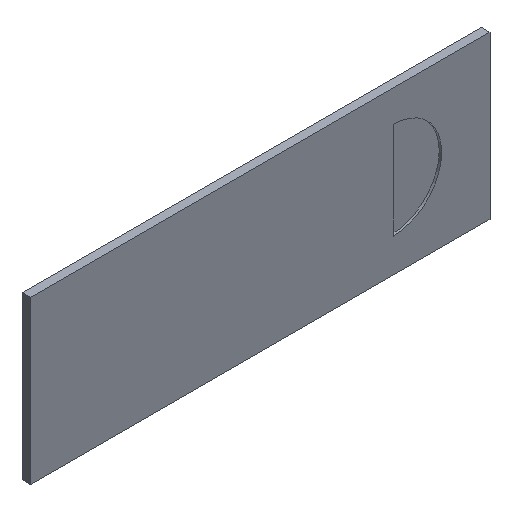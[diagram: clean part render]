
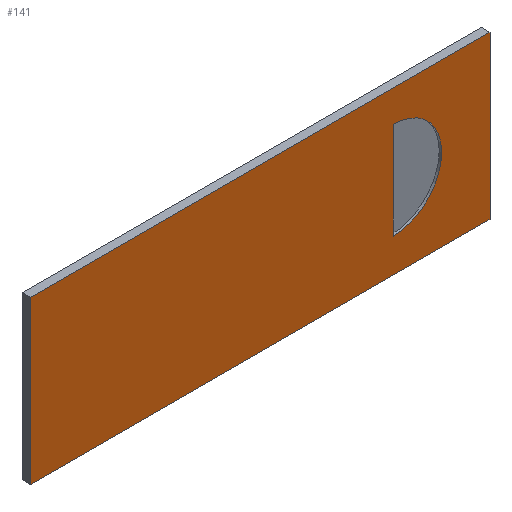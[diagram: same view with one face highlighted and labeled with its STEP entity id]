
A CAD part, isometric view. The second image highlights one B-rep face of the part: STEP entity #141.
In plain terms, the highlighted planar face has unit normal (0, -1, 0).
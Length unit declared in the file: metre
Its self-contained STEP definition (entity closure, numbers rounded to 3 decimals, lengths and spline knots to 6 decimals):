
#13=CIRCLE('',#164,0.01);
#15=ORIENTED_EDGE('',*,*,#51,.F.);
#16=ORIENTED_EDGE('',*,*,#52,.T.);
#17=ORIENTED_EDGE('',*,*,#53,.T.);
#18=ORIENTED_EDGE('',*,*,#54,.F.);
#19=ORIENTED_EDGE('',*,*,#55,.T.);
#20=ORIENTED_EDGE('',*,*,#56,.F.);
#51=EDGE_CURVE('',#69,#70,#81,.T.);
#52=EDGE_CURVE('',#69,#71,#82,.T.);
#53=EDGE_CURVE('',#71,#72,#83,.T.);
#54=EDGE_CURVE('',#70,#72,#84,.T.);
#55=EDGE_CURVE('',#73,#74,#85,.T.);
#56=EDGE_CURVE('',#73,#74,#13,.T.);
#69=VERTEX_POINT('',#217);
#70=VERTEX_POINT('',#218);
#71=VERTEX_POINT('',#220);
#72=VERTEX_POINT('',#222);
#73=VERTEX_POINT('',#225);
#74=VERTEX_POINT('',#226);
#81=LINE('',#216,#97);
#82=LINE('',#219,#98);
#83=LINE('',#221,#99);
#84=LINE('',#223,#100);
#85=LINE('',#224,#101);
#97=VECTOR('',#178,1.);
#98=VECTOR('',#179,1.);
#99=VECTOR('',#180,1.);
#100=VECTOR('',#181,1.);
#101=VECTOR('',#182,1.);
#113=EDGE_LOOP('',(#15,#16,#17,#18));
#114=EDGE_LOOP('',(#19,#20));
#123=FACE_BOUND('',#113,.T.);
#124=FACE_BOUND('',#114,.T.);
#133=PLANE('',#163);
#141=ADVANCED_FACE('',(#123,#124),#133,.F.);
#163=AXIS2_PLACEMENT_3D('',#215,#176,#177);
#164=AXIS2_PLACEMENT_3D('',#227,#183,#184);
#176=DIRECTION('',(0.,1.,0.));
#177=DIRECTION('',(-1.,0.,0.));
#178=DIRECTION('',(1.,0.,0.));
#179=DIRECTION('',(0.,0.,-1.));
#180=DIRECTION('',(1.,0.,0.));
#181=DIRECTION('',(0.,0.,-1.));
#182=DIRECTION('',(0.,0.,1.));
#183=DIRECTION('',(0.,-1.,0.));
#184=DIRECTION('',(0.,0.,-1.));
#215=CARTESIAN_POINT('',(0.,0.007,-0.065));
#216=CARTESIAN_POINT('',(-0.0275,0.007,0.0165));
#217=CARTESIAN_POINT('',(-0.075,0.007,0.0165));
#218=CARTESIAN_POINT('',(0.02,0.007,0.0165));
#219=CARTESIAN_POINT('',(-0.075,0.007,0.));
#220=CARTESIAN_POINT('',(-0.075,0.007,-0.017));
#221=CARTESIAN_POINT('',(-0.0275,0.007,-0.017));
#222=CARTESIAN_POINT('',(0.02,0.007,-0.017));
#223=CARTESIAN_POINT('',(0.02,0.007,0.0085));
#224=CARTESIAN_POINT('',(0.,0.007,0.));
#225=CARTESIAN_POINT('',(0.,0.007,-0.01));
#226=CARTESIAN_POINT('',(0.,0.007,0.01));
#227=CARTESIAN_POINT('',(0.,0.007,0.));
